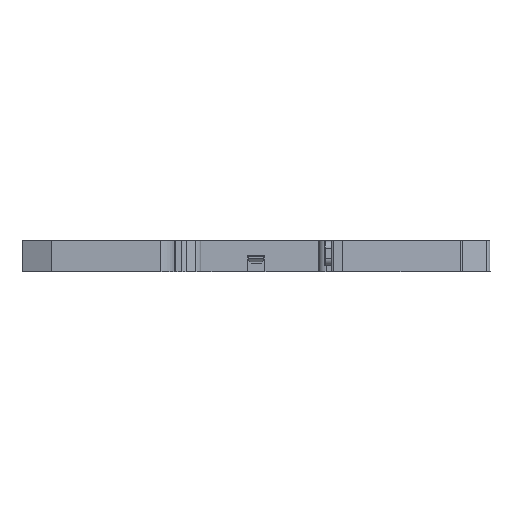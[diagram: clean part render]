
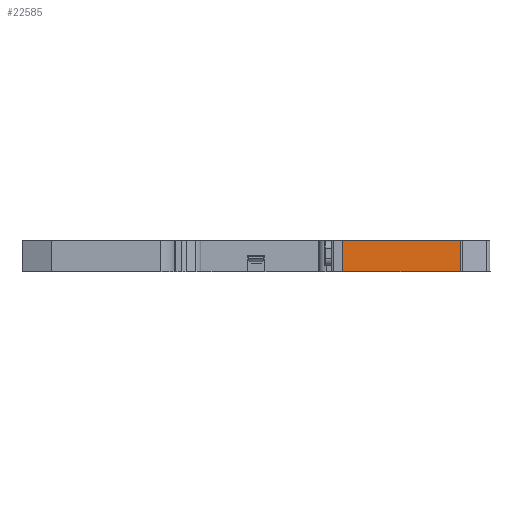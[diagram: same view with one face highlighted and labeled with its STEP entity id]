
A CAD part, front view. The second image highlights one B-rep face of the part: STEP entity #22585.
In plain terms, the highlighted planar face has unit normal (0.055, -0.999, 0).
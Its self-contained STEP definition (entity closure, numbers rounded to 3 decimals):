
#1581=DIRECTION('',(0.998,0.055,0.));
#1582=VECTOR('',#1581,23.478);
#1583=CARTESIAN_POINT('',(17.18,-10.1,0.));
#1584=LINE('',#1583,#1582);
#3777=DIRECTION('',(-0.998,-0.055,0.));
#3778=VECTOR('',#3777,23.478);
#3779=CARTESIAN_POINT('',(40.623,-8.81,6.2));
#3780=LINE('',#3779,#3778);
#6945=DIRECTION('',(0.,0.,1.));
#6946=VECTOR('',#6945,6.2);
#6947=CARTESIAN_POINT('',(40.623,-8.81,0.));
#6948=LINE('',#6947,#6946);
#6973=DIRECTION('',(0.,0.,-1.));
#6974=VECTOR('',#6973,6.2);
#6975=CARTESIAN_POINT('',(17.18,-10.1,6.2));
#6976=LINE('',#6975,#6974);
#15318=CARTESIAN_POINT('',(40.623,-8.81,6.2));
#15319=VERTEX_POINT('',#15318);
#15320=CARTESIAN_POINT('',(17.18,-10.1,6.2));
#15321=VERTEX_POINT('',#15320);
#15475=CARTESIAN_POINT('',(17.18,-10.1,0.));
#15476=VERTEX_POINT('',#15475);
#15477=CARTESIAN_POINT('',(40.623,-8.81,0.));
#15478=VERTEX_POINT('',#15477);
#22573=CARTESIAN_POINT('',(40.623,-8.81,6.2));
#22574=DIRECTION('',(0.055,-0.998,0.));
#22575=DIRECTION('',(-0.998,-0.055,0.));
#22576=AXIS2_PLACEMENT_3D('',#22573,#22574,#22575);
#22577=PLANE('',#22576);
#22578=ORIENTED_EDGE('',*,*,#18272,.F.);
#22580=ORIENTED_EDGE('',*,*,#22579,.F.);
#22581=ORIENTED_EDGE('',*,*,#19698,.F.);
#22582=ORIENTED_EDGE('',*,*,#22566,.F.);
#22583=EDGE_LOOP('',(#22578,#22580,#22581,#22582));
#22584=FACE_OUTER_BOUND('',#22583,.F.);
#22585=ADVANCED_FACE('',(#22584),#22577,.T.);
#18272=EDGE_CURVE('',#15476,#15478,#1584,.T.);
#19698=EDGE_CURVE('',#15319,#15321,#3780,.T.);
#22566=EDGE_CURVE('',#15478,#15319,#6948,.T.);
#22579=EDGE_CURVE('',#15321,#15476,#6976,.T.);
